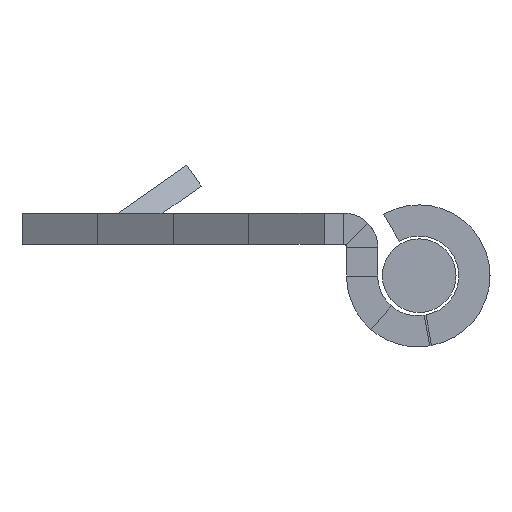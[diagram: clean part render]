
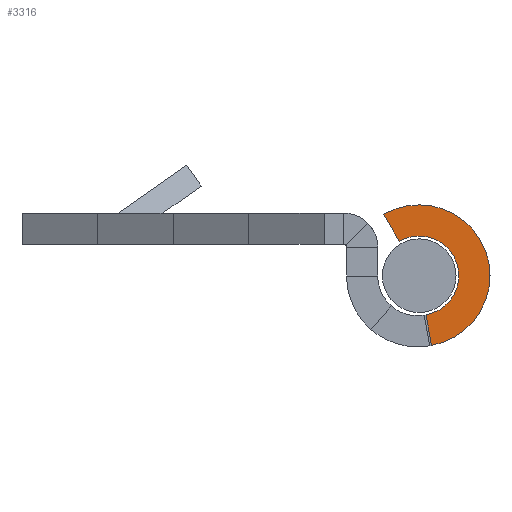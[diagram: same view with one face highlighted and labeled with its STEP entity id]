
A CAD part, left-side view. The second image highlights one B-rep face of the part: STEP entity #3316.
In plain terms, the highlighted planar face has unit normal (-1, 0, 0).
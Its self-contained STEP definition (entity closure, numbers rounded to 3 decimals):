
#210 = ORIENTED_EDGE ( 'NONE', *, *, #527, .F. ) ;
#248 = CARTESIAN_POINT ( 'NONE',  ( -13.944, 0.727, 0.499 ) ) ;
#416 = EDGE_CURVE ( 'NONE', #812, #1096, #2470, .T. ) ;
#527 = EDGE_CURVE ( 'NONE', #3749, #1593, #4207, .T. ) ;
#616 = CARTESIAN_POINT ( 'NONE',  ( -13.944, 1.077, 1.105 ) ) ;
#812 = VERTEX_POINT ( 'NONE', #248 ) ;
#859 = AXIS2_PLACEMENT_3D ( 'NONE', #2315, #1271, #1629 ) ;
#876 = VECTOR ( 'NONE', #2962, 1000. ) ;
#925 = PLANE ( 'NONE',  #4143 ) ;
#961 = CARTESIAN_POINT ( 'NONE',  ( -13.944, 1.294, 2.336 ) ) ;
#1079 = CARTESIAN_POINT ( 'NONE',  ( -13.944, 1.077, 1.105 ) ) ;
#1096 = VERTEX_POINT ( 'NONE', #2416 ) ;
#1115 = DIRECTION ( 'NONE',  ( 0., -0.5, -0.866 ) ) ;
#1180 = CIRCLE ( 'NONE', #3863, 1.25 ) ;
#1271 = DIRECTION ( 'NONE',  ( -1., 0., 0. ) ) ;
#1424 = DIRECTION ( 'NONE',  ( 0., 0., -1. ) ) ;
#1593 = VERTEX_POINT ( 'NONE', #3433 ) ;
#1629 = DIRECTION ( 'NONE',  ( 0., 0., -1. ) ) ;
#1787 = EDGE_LOOP ( 'NONE', ( #2212, #2741, #210, #1792 ) ) ;
#1792 = ORIENTED_EDGE ( 'NONE', *, *, #2317, .T. ) ;
#2212 = ORIENTED_EDGE ( 'NONE', *, *, #416, .F. ) ;
#2315 = CARTESIAN_POINT ( 'NONE',  ( -13.944, 1.077, 1.105 ) ) ;
#2317 = EDGE_CURVE ( 'NONE', #3749, #1096, #1180, .T. ) ;
#2338 = FACE_OUTER_BOUND ( 'NONE', #1787, .T. ) ;
#2416 = CARTESIAN_POINT ( 'NONE',  ( -13.944, 0.452, 0.022 ) ) ;
#2470 = LINE ( 'NONE', #2850, #3991 ) ;
#2544 = EDGE_CURVE ( 'NONE', #1593, #812, #4359, .T. ) ;
#2741 = ORIENTED_EDGE ( 'NONE', *, *, #2544, .F. ) ;
#2850 = CARTESIAN_POINT ( 'NONE',  ( -13.944, 0.727, 0.499 ) ) ;
#2962 = DIRECTION ( 'NONE',  ( 0., -0.174, -0.985 ) ) ;
#3309 = DIRECTION ( 'NONE',  ( -1., 0., 0. ) ) ;
#3316 = ADVANCED_FACE ( 'NONE', ( #2338 ), #925, .T. ) ;
#3433 = CARTESIAN_POINT ( 'NONE',  ( -13.944, 1.198, 1.794 ) ) ;
#3749 = VERTEX_POINT ( 'NONE', #4226 ) ;
#3863 = AXIS2_PLACEMENT_3D ( 'NONE', #1079, #4077, #1424 ) ;
#3978 = DIRECTION ( 'NONE',  ( 0., 0., 1. ) ) ;
#3991 = VECTOR ( 'NONE', #1115, 1000. ) ;
#4077 = DIRECTION ( 'NONE',  ( -1., 0., 0. ) ) ;
#4143 = AXIS2_PLACEMENT_3D ( 'NONE', #616, #3309, #3978 ) ;
#4207 = LINE ( 'NONE', #961, #876 ) ;
#4226 = CARTESIAN_POINT ( 'NONE',  ( -13.944, 1.294, 2.336 ) ) ;
#4359 = CIRCLE ( 'NONE', #859, 0.7 ) ;
